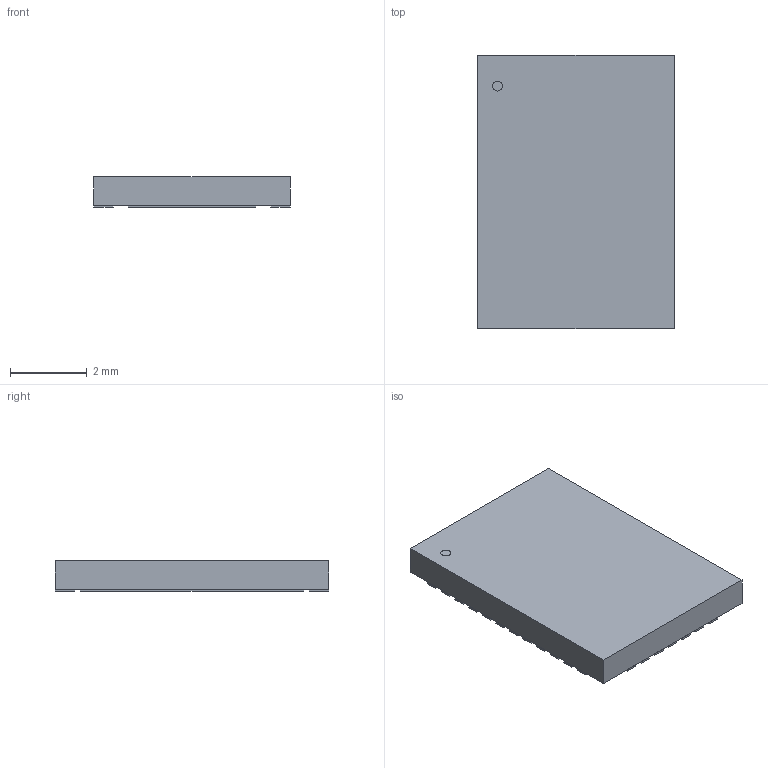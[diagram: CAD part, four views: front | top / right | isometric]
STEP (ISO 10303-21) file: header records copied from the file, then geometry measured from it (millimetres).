
FILE_DESCRIPTION(('STEP AP214'),'1');
FILE_NAME('QFN-38_UHF_LIT-M','2020-07-26T14:05:44',(''),(''),'','','');
FILE_SCHEMA(('AUTOMOTIVE_DESIGN'));
Length unit declared in the file: millimetre
Products named in the file (1): product
Bounding box: 5.1 x 7.1 x 0.8 mm (x, y, z)
Volume: 28.3 mm3; surface area: 140.3 mm2
Topology: 41 solids, 41 shells, 243 faces, 483 edges, 322 vertices
Faces by surface type: plane 242, cylinder 1
Full cylindrical faces by diameter (mm): 0.255 x1
Entity records: 5872 total; most frequent: DIRECTION 974, ORIENTED_EDGE 964, CARTESIAN_POINT 569, EDGE_CURVE 482, LINE 480, VECTOR 480, VERTEX_POINT 322, AXIS2_PLACEMENT_3D 247
